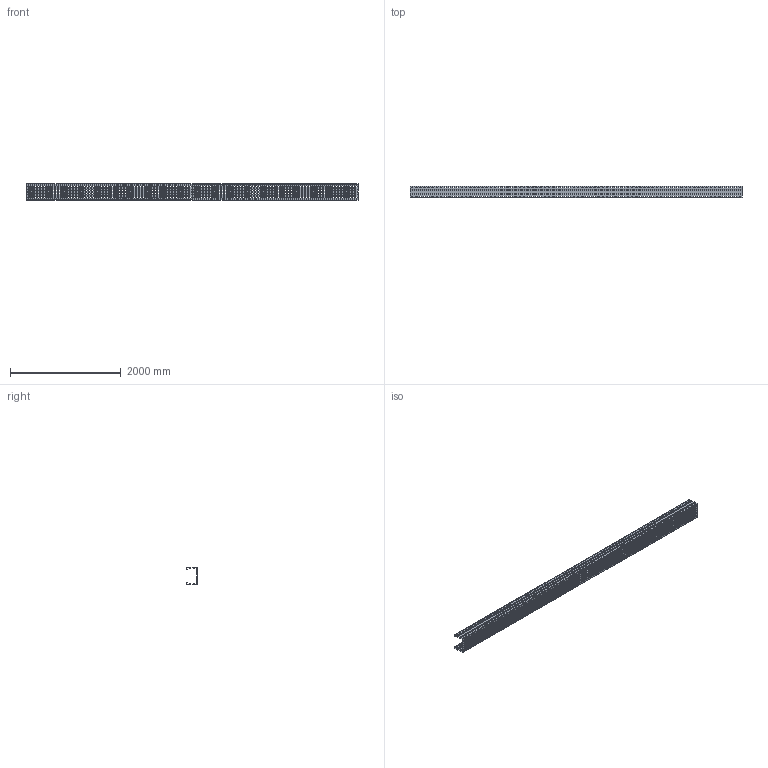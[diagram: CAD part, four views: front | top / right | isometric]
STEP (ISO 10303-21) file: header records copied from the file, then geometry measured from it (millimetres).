
FILE_DESCRIPTION((''),'2;1');
FILE_NAME('290231_ASM','2018-11-28T19:48:57',('tomasz.grudniewski'),(''),'CREO PARAMETRIC BY PTC INC, 2018260','CREO PARAMETRIC BY PTC INC, 2018260','');
FILE_SCHEMA(('CONFIG_CONTROL_DESIGN'));
Products named in the file (3): KST_DST_H200_6000_PRT; PASZCZ_300_30000_PRT; 290231_ASM
Assembly tree (4 placements, depth 2):
  290231_ASM
    KST_DST_H200_6000_PRT  x2
    PASZCZ_300_30000_PRT  x2
Bounding box: 6000 x 200 x 300 mm (x, y, z)
Volume: 12795227.3 mm3; surface area: 10715176.1 mm2
Topology: 4 solids, 4 shells, 10248 faces, 29744 edges, 19504 vertices
Faces by surface type: plane 5860, cylinder 4388
Entity records: 172208 total; most frequent: CARTESIAN_POINT 29755, ORIENTED_EDGE 29744, DIRECTION 29522, EDGE_CURVE 14872, VECTOR 10484, LINE 10484, VERTEX_POINT 9752, AXIS2_PLACEMENT_3D 9519
